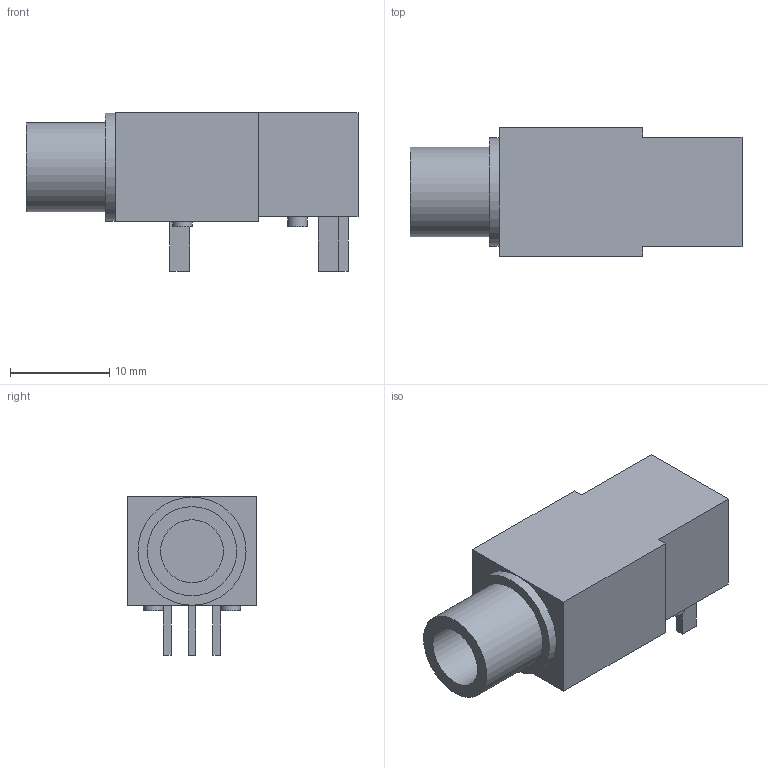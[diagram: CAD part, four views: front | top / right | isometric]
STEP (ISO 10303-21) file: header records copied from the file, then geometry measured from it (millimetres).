
FILE_DESCRIPTION(('FreeCAD Model'),'2;1');
FILE_NAME('Open CASCADE Shape Model','2025-09-30T11:39:35',(''),(''), 'Open CASCADE STEP processor 7.8','FreeCAD','Unknown');
FILE_SCHEMA(('AUTOMOTIVE_DESIGN { 1 0 10303 214 1 1 1 1 }'));
Length unit declared in the file: millimetre
Products named in the file (1): Group003
Bounding box: 33.5 x 13 x 16 mm (x, y, z)
Volume: 3580.8 mm3; surface area: 1960.4 mm2
Topology: 1 solids, 1 shells, 39 faces, 81 edges, 54 vertices
Faces by surface type: plane 32, cylinder 7
Full cylindrical faces by diameter (mm): 2 x4, 6.35 x1, 9 x1, 10.9 x1
Entity records: 1192 total; most frequent: CARTESIAN_POINT 175, DIRECTION 175, ORIENTED_EDGE 162, EDGE_CURVE 81, LINE 67, VECTOR 67, AXIS2_PLACEMENT_3D 54, VERTEX_POINT 54
